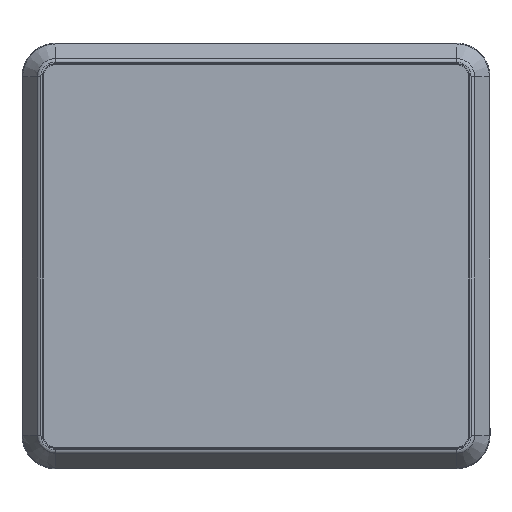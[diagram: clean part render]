
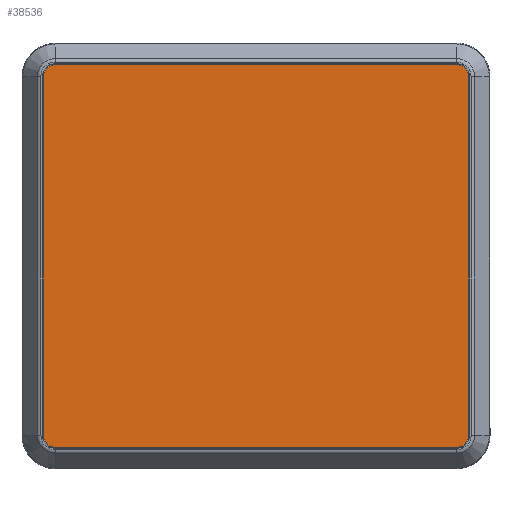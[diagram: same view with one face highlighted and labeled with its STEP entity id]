
A CAD part, top view. The second image highlights one B-rep face of the part: STEP entity #38536.
In plain terms, the highlighted planar face has unit normal (0, 0, 1).
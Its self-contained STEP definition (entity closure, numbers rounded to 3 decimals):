
#11 = ORIENTED_EDGE ( 'NONE', *, *, #79465, .T. ) ;
#987 = CARTESIAN_POINT ( 'NONE',  ( 24.05, 22.932, 9.8 ) ) ;
#1591 = CARTESIAN_POINT ( 'NONE',  ( -25.482, -21.5, 9.8 ) ) ;
#2537 = DIRECTION ( 'NONE',  ( 0., 0., -1. ) ) ;
#3108 = VERTEX_POINT ( 'NONE', #987 ) ;
#4645 = DIRECTION ( 'NONE',  ( 0., 1., 0. ) ) ;
#6034 = EDGE_CURVE ( 'NONE', #69672, #45633, #69518, .T. ) ;
#10581 = VERTEX_POINT ( 'NONE', #32586 ) ;
#12471 = CARTESIAN_POINT ( 'NONE',  ( 25.482, 21.5, 9.8 ) ) ;
#14026 = CIRCLE ( 'NONE', #60019, 1.432 ) ;
#15054 = VERTEX_POINT ( 'NONE', #43283 ) ;
#16307 = EDGE_CURVE ( 'NONE', #10581, #15054, #77521, .T. ) ;
#19976 = CARTESIAN_POINT ( 'NONE',  ( 24.05, -21.5, 9.8 ) ) ;
#20208 = CARTESIAN_POINT ( 'NONE',  ( -24.05, 22.932, 9.8 ) ) ;
#23754 = ORIENTED_EDGE ( 'NONE', *, *, #53028, .T. ) ;
#24036 = CARTESIAN_POINT ( 'NONE',  ( 24.05, 21.5, 9.8 ) ) ;
#24567 = AXIS2_PLACEMENT_3D ( 'NONE', #41234, #66714, #35073 ) ;
#25037 = VECTOR ( 'NONE', #26397, 1000. ) ;
#26397 = DIRECTION ( 'NONE',  ( -1., 0., 0. ) ) ;
#26630 = EDGE_CURVE ( 'NONE', #3108, #50580, #14026, .T. ) ;
#27651 = AXIS2_PLACEMENT_3D ( 'NONE', #47007, #2537, #77836 ) ;
#28433 = CARTESIAN_POINT ( 'NONE',  ( 24.05, -22.932, 9.8 ) ) ;
#29055 = VERTEX_POINT ( 'NONE', #56777 ) ;
#30125 = VECTOR ( 'NONE', #74064, 1000. ) ;
#32552 = LINE ( 'NONE', #20208, #25037 ) ;
#32586 = CARTESIAN_POINT ( 'NONE',  ( -24.05, -22.932, 9.8 ) ) ;
#34600 = CARTESIAN_POINT ( 'NONE',  ( 25.482, -21.5, 9.8 ) ) ;
#34968 = CARTESIAN_POINT ( 'NONE',  ( -24.05, -21.5, 9.8 ) ) ;
#35073 = DIRECTION ( 'NONE',  ( -1., 0., 0. ) ) ;
#35374 = PLANE ( 'NONE',  #61296 ) ;
#36228 = LINE ( 'NONE', #79813, #30125 ) ;
#36344 = CARTESIAN_POINT ( 'NONE',  ( 25.482, -21.5, 9.8 ) ) ;
#37266 = ORIENTED_EDGE ( 'NONE', *, *, #43939, .T. ) ;
#38536 = ADVANCED_FACE ( 'NONE', ( #66613 ), #35374, .T. ) ;
#39362 = EDGE_CURVE ( 'NONE', #29055, #46005, #57407, .T. ) ;
#40982 = ORIENTED_EDGE ( 'NONE', *, *, #39362, .F. ) ;
#41234 = CARTESIAN_POINT ( 'NONE',  ( -24.05, 21.5, 9.8 ) ) ;
#42270 = ORIENTED_EDGE ( 'NONE', *, *, #16307, .F. ) ;
#43283 = CARTESIAN_POINT ( 'NONE',  ( -25.482, -21.5, 9.8 ) ) ;
#43939 = EDGE_CURVE ( 'NONE', #69672, #50580, #49878, .T. ) ;
#45633 = VERTEX_POINT ( 'NONE', #28433 ) ;
#46005 = VERTEX_POINT ( 'NONE', #59982 ) ;
#47007 = CARTESIAN_POINT ( 'NONE',  ( -24.05, -21.5, 9.8 ) ) ;
#49878 = LINE ( 'NONE', #36344, #74619 ) ;
#50580 = VERTEX_POINT ( 'NONE', #12471 ) ;
#51802 = DIRECTION ( 'NONE',  ( 0., -1., 0. ) ) ;
#51936 = VECTOR ( 'NONE', #51802, 1000. ) ;
#52612 = LINE ( 'NONE', #1591, #51936 ) ;
#53028 = EDGE_CURVE ( 'NONE', #3108, #46005, #32552, .T. ) ;
#54282 = DIRECTION ( 'NONE',  ( 1., 0., 0. ) ) ;
#54472 = DIRECTION ( 'NONE',  ( -1., 0., 0. ) ) ;
#56777 = CARTESIAN_POINT ( 'NONE',  ( -25.482, 21.5, 9.8 ) ) ;
#57407 = CIRCLE ( 'NONE', #24567, 1.432 ) ;
#58217 = DIRECTION ( 'NONE',  ( 0., 0., -1. ) ) ;
#59982 = CARTESIAN_POINT ( 'NONE',  ( -24.05, 22.932, 9.8 ) ) ;
#60019 = AXIS2_PLACEMENT_3D ( 'NONE', #24036, #66407, #54472 ) ;
#60464 = DIRECTION ( 'NONE',  ( 0., 0., 1. ) ) ;
#61296 = AXIS2_PLACEMENT_3D ( 'NONE', #34968, #60464, #54282 ) ;
#63003 = EDGE_CURVE ( 'NONE', #29055, #15054, #52612, .T. ) ;
#66407 = DIRECTION ( 'NONE',  ( 0., 0., -1. ) ) ;
#66613 = FACE_OUTER_BOUND ( 'NONE', #78257, .T. ) ;
#66714 = DIRECTION ( 'NONE',  ( 0., 0., -1. ) ) ;
#67353 = ORIENTED_EDGE ( 'NONE', *, *, #6034, .F. ) ;
#69518 = CIRCLE ( 'NONE', #72187, 1.432 ) ;
#69672 = VERTEX_POINT ( 'NONE', #34600 ) ;
#69722 = DIRECTION ( 'NONE',  ( -1., 0., 0. ) ) ;
#72187 = AXIS2_PLACEMENT_3D ( 'NONE', #19976, #58217, #69722 ) ;
#74064 = DIRECTION ( 'NONE',  ( 1., 0., 0. ) ) ;
#74619 = VECTOR ( 'NONE', #4645, 1000. ) ;
#77521 = CIRCLE ( 'NONE', #27651, 1.432 ) ;
#77836 = DIRECTION ( 'NONE',  ( -1., 0., 0. ) ) ;
#78257 = EDGE_LOOP ( 'NONE', ( #37266, #79402, #23754, #40982, #80216, #42270, #11, #67353 ) ) ;
#79402 = ORIENTED_EDGE ( 'NONE', *, *, #26630, .F. ) ;
#79465 = EDGE_CURVE ( 'NONE', #10581, #45633, #36228, .T. ) ;
#79813 = CARTESIAN_POINT ( 'NONE',  ( -24.05, -22.932, 9.8 ) ) ;
#80216 = ORIENTED_EDGE ( 'NONE', *, *, #63003, .T. ) ;
